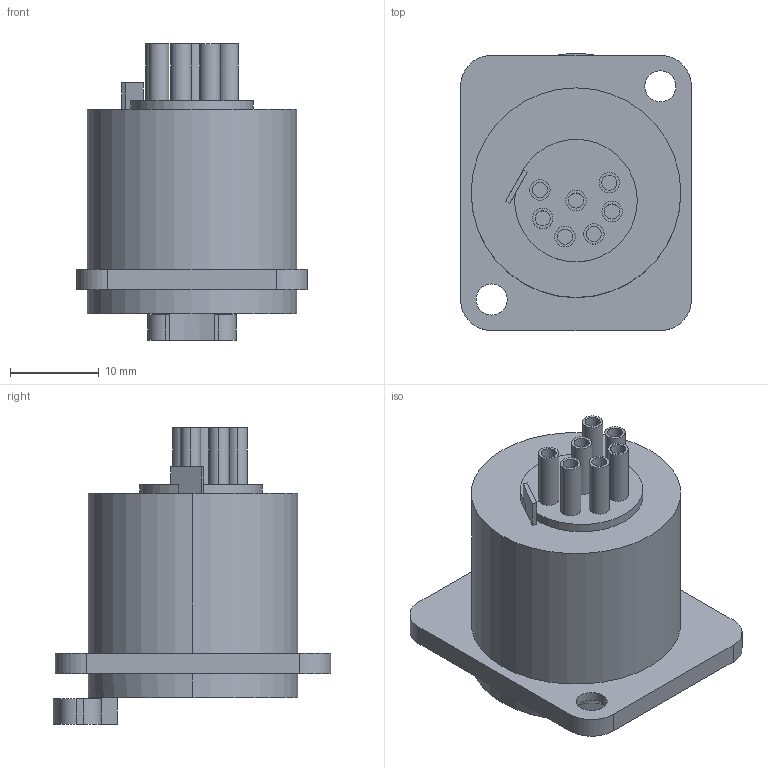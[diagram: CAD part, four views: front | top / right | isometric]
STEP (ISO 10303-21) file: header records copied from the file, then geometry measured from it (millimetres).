
FILE_DESCRIPTION((''),'2;1');
FILE_NAME('D-NC7FD-LX','2016-04-28T',('odo'),(''),'CREO PARAMETRIC BY PTC INC, 2015380','CREO PARAMETRIC BY PTC INC, 2015380','');
FILE_SCHEMA(('CONFIG_CONTROL_DESIGN'));
Length unit declared in the file: millimetre
Products named in the file (1): D-NC7FD-LX
Bounding box: 26 x 31.22 x 33.4 mm (x, y, z)
Volume: 9850.6 mm3; surface area: 5899.5 mm2
Topology: 1 solids, 1 shells, 113 faces, 254 edges, 168 vertices
Faces by surface type: cylinder 64, plane 45, cone 4
Entity records: 3258 total; most frequent: DIRECTION 616, CARTESIAN_POINT 535, ORIENTED_EDGE 508, EDGE_CURVE 254, AXIS2_PLACEMENT_3D 249, VERTEX_POINT 168, EDGE_LOOP 142, CIRCLE 136
